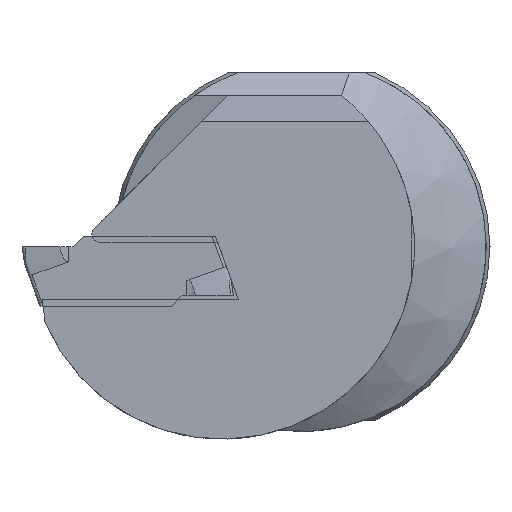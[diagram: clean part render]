
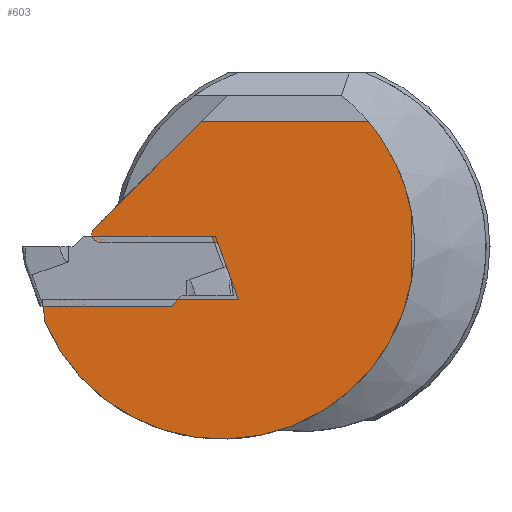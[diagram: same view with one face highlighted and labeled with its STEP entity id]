
A CAD part, left-side view. The second image highlights one B-rep face of the part: STEP entity #603.
In plain terms, the highlighted planar face has unit normal (-1, 0, 0).
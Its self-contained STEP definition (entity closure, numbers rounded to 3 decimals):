
#552=CIRCLE('',#1750,12.75);
#553=CIRCLE('',#1751,12.75);
#554=CIRCLE('',#1752,0.6);
#603=ADVANCED_FACE('',(#705),#651,.T.);
#651=PLANE('',#1753);
#705=FACE_OUTER_BOUND('',#768,.T.);
#768=EDGE_LOOP('',(#1044,#1045,#1046,#1047,#1048,#1049,#1050,#1051,#1052,
#1053));
#1044=ORIENTED_EDGE('',*,*,#1405,.F.);
#1045=ORIENTED_EDGE('',*,*,#1406,.F.);
#1046=ORIENTED_EDGE('',*,*,#1407,.F.);
#1047=ORIENTED_EDGE('',*,*,#1408,.F.);
#1048=ORIENTED_EDGE('',*,*,#1409,.F.);
#1049=ORIENTED_EDGE('',*,*,#1410,.F.);
#1050=ORIENTED_EDGE('',*,*,#1411,.T.);
#1051=ORIENTED_EDGE('',*,*,#1412,.F.);
#1052=ORIENTED_EDGE('',*,*,#1413,.F.);
#1053=ORIENTED_EDGE('',*,*,#1414,.F.);
#1256=VERTEX_POINT('',#2403);
#1257=VERTEX_POINT('',#2404);
#1258=VERTEX_POINT('',#2406);
#1259=VERTEX_POINT('',#2408);
#1260=VERTEX_POINT('',#2410);
#1261=VERTEX_POINT('',#2412);
#1262=VERTEX_POINT('',#2414);
#1263=VERTEX_POINT('',#2416);
#1264=VERTEX_POINT('',#2418);
#1265=VERTEX_POINT('',#2420);
#1405=EDGE_CURVE('',#1256,#1257,#1537,.T.);
#1406=EDGE_CURVE('',#1258,#1256,#1538,.T.);
#1407=EDGE_CURVE('',#1259,#1258,#1539,.T.);
#1408=EDGE_CURVE('',#1260,#1259,#552,.T.);
#1409=EDGE_CURVE('',#1261,#1260,#1540,.T.);
#1410=EDGE_CURVE('',#1262,#1261,#553,.T.);
#1411=EDGE_CURVE('',#1262,#1263,#1541,.T.);
#1412=EDGE_CURVE('',#1264,#1263,#1542,.T.);
#1413=EDGE_CURVE('',#1265,#1264,#554,.T.);
#1414=EDGE_CURVE('',#1257,#1265,#1543,.T.);
#1537=LINE('',#2402,#1638);
#1538=LINE('',#2405,#1639);
#1539=LINE('',#2407,#1640);
#1540=LINE('',#2411,#1641);
#1541=LINE('',#2415,#1642);
#1542=LINE('',#2417,#1643);
#1543=LINE('',#2421,#1644);
#1638=VECTOR('',#2020,1.);
#1639=VECTOR('',#2021,1.);
#1640=VECTOR('',#2022,1.);
#1641=VECTOR('',#2025,1.);
#1642=VECTOR('',#2028,1.);
#1643=VECTOR('',#2029,1.);
#1644=VECTOR('',#2032,1.);
#1750=AXIS2_PLACEMENT_3D('',#2409,#2023,#2024);
#1751=AXIS2_PLACEMENT_3D('',#2413,#2026,#2027);
#1752=AXIS2_PLACEMENT_3D('',#2419,#2030,#2031);
#1753=AXIS2_PLACEMENT_3D('',#2422,#2033,#2034);
#2020=DIRECTION('',(0.,0.342,0.94));
#2021=DIRECTION('',(0.,-1.,0.));
#2022=DIRECTION('',(0.,0.122,0.993));
#2023=DIRECTION('',(1.,0.,0.));
#2024=DIRECTION('',(0.,0.,1.));
#2025=DIRECTION('',(0.,0.,-1.));
#2026=DIRECTION('',(1.,0.,0.));
#2027=DIRECTION('',(0.,0.,1.));
#2028=DIRECTION('',(0.,1.,0.));
#2029=DIRECTION('',(0.,-0.707,0.707));
#2030=DIRECTION('',(1.,0.,0.));
#2031=DIRECTION('',(0.,-1.,0.));
#2032=DIRECTION('',(0.,1.,0.));
#2033=DIRECTION('',(-1.,0.,0.));
#2034=DIRECTION('',(0.,0.,1.));
#2402=CARTESIAN_POINT('',(0.3,5.168,-0.748));
#2403=CARTESIAN_POINT('',(0.3,4.166,-3.5));
#2404=CARTESIAN_POINT('',(0.3,5.531,0.25));
#2405=CARTESIAN_POINT('',(0.3,8.242,-3.5));
#2406=CARTESIAN_POINT('',(0.3,17.16,-3.5));
#2407=CARTESIAN_POINT('',(0.3,17.054,-4.365));
#2408=CARTESIAN_POINT('',(0.3,16.975,-5.009));
#2409=CARTESIAN_POINT('',(0.3,5.25,0.));
#2410=CARTESIAN_POINT('',(0.3,-7.3,-2.249));
#2411=CARTESIAN_POINT('',(0.3,-7.3,0.));
#2412=CARTESIAN_POINT('',(0.3,-7.3,2.249));
#2413=CARTESIAN_POINT('',(0.3,5.25,0.));
#2414=CARTESIAN_POINT('',(0.3,-4.45,8.275));
#2415=CARTESIAN_POINT('',(0.3,-18.5,8.275));
#2416=CARTESIAN_POINT('',(0.3,6.625,8.275));
#2417=CARTESIAN_POINT('',(0.3,-1.8,16.7));
#2418=CARTESIAN_POINT('',(0.3,13.831,1.069));
#2419=CARTESIAN_POINT('',(0.3,13.272,0.85));
#2420=CARTESIAN_POINT('',(0.3,13.272,0.25));
#2421=CARTESIAN_POINT('',(0.3,13.272,0.25));
#2422=CARTESIAN_POINT('',(0.3,-18.5,0.));
